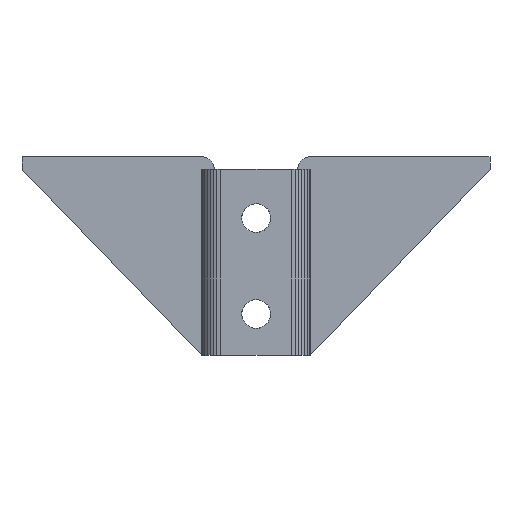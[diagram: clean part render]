
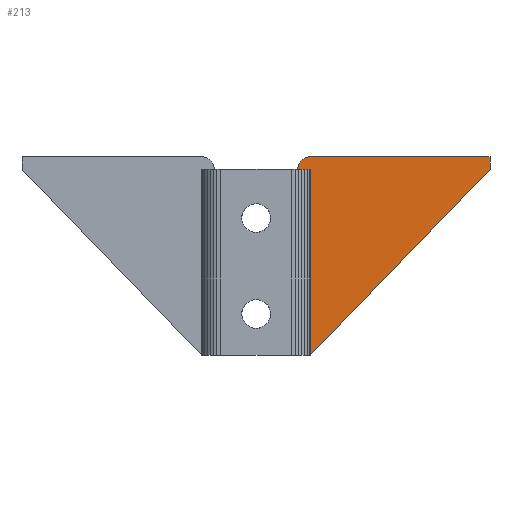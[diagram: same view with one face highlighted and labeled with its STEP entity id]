
A CAD part, front view. The second image highlights one B-rep face of the part: STEP entity #213.
In plain terms, the highlighted planar face has unit normal (0, -1, 0).
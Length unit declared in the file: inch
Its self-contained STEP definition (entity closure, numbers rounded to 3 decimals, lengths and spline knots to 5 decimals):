
#213=ADVANCED_FACE('',(#480),#481,.T.);
#480=FACE_OUTER_BOUND('',#963,.T.);
#481=PLANE('',#964);
#963=EDGE_LOOP('',(#1596,#1597,#1598,#1599,#1600,#1601,#1602));
#964=AXIS2_PLACEMENT_3D('',#1603,#1604,#1605);
#1596=ORIENTED_EDGE('',*,*,#2316,.F.);
#1597=ORIENTED_EDGE('',*,*,#2180,.F.);
#1598=ORIENTED_EDGE('',*,*,#2224,.F.);
#1599=ORIENTED_EDGE('',*,*,#2156,.F.);
#1600=ORIENTED_EDGE('',*,*,#2317,.F.);
#1601=ORIENTED_EDGE('',*,*,#2242,.T.);
#1602=ORIENTED_EDGE('',*,*,#2318,.F.);
#1603=CARTESIAN_POINT('',(6.85702,0.,-1.53697));
#1604=DIRECTION('',(0.0,-1.0,0.0));
#1605=DIRECTION('',(1.0,0.0,0.0));
#2156=EDGE_CURVE('',#2586,#2588,#2589,.T.);
#2180=EDGE_CURVE('',#2626,#2623,#2628,.T.);
#2224=EDGE_CURVE('',#2588,#2626,#2700,.T.);
#2242=EDGE_CURVE('',#2728,#2726,#2729,.T.);
#2316=EDGE_CURVE('',#2623,#2843,#2844,.T.);
#2317=EDGE_CURVE('',#2728,#2586,#2845,.T.);
#2318=EDGE_CURVE('',#2843,#2726,#2846,.T.);
#2586=VERTEX_POINT('',#3295);
#2588=VERTEX_POINT('',#3298);
#2589=CIRCLE('',#3299,0.25);
#2623=VERTEX_POINT('',#3364);
#2626=VERTEX_POINT('',#3369);
#2628=LINE('',#3372,#3373);
#2700=LINE('',#3608,#3609);
#2726=VERTEX_POINT('',#3669);
#2728=VERTEX_POINT('',#3672);
#2729=LINE('',#3673,#3674);
#2843=VERTEX_POINT('',#3905);
#2844=LINE('',#3906,#3907);
#2845=LINE('',#3908,#3909);
#2846=LINE('',#3910,#3911);
#3295=CARTESIAN_POINT('',(5.37293,0.,-0.25));
#3298=CARTESIAN_POINT('',(5.62284,0.,0.0));
#3299=AXIS2_PLACEMENT_3D('',#4468,#4469,#4470);
#3364=CARTESIAN_POINT('',(9.12149,0.,-0.25));
#3369=CARTESIAN_POINT('',(9.12149,0.,0.0));
#3372=CARTESIAN_POINT('',(9.12149,0.,0.0));
#3373=VECTOR('',#4484,1.);
#3608=CARTESIAN_POINT('',(5.62284,0.,0.0));
#3609=VECTOR('',#4500,1.);
#3669=CARTESIAN_POINT('',(5.63236,0.,-0.25));
#3672=CARTESIAN_POINT('',(5.59991,0.,-0.25));
#3673=CARTESIAN_POINT('',(5.62284,0.,-0.25));
#3674=VECTOR('',#4507,1.);
#3905=CARTESIAN_POINT('',(5.63236,0.,-3.86375));
#3906=CARTESIAN_POINT('',(9.12149,0.,-0.25));
#3907=VECTOR('',#4559,1.);
#3908=CARTESIAN_POINT('',(5.96645,0.,-0.25));
#3909=VECTOR('',#4560,1.);
#3910=CARTESIAN_POINT('',(5.63236,0.,-3.86375));
#3911=VECTOR('',#4561,1.);
#4468=CARTESIAN_POINT('',(5.62293,0.,-0.25));
#4469=DIRECTION('',(0.0,1.0,0.0));
#4470=DIRECTION('',(0.,0.0,1.));
#4484=DIRECTION('',(0.0,0.0,-1.0));
#4500=DIRECTION('',(1.0,0.0,0.0));
#4507=DIRECTION('',(1.0,0.0,0.0));
#4559=DIRECTION('',(-0.695,0.0,-0.719));
#4560=DIRECTION('',(-1.0,0.0,0.0));
#4561=DIRECTION('',(0.0,0.0,1.0));
